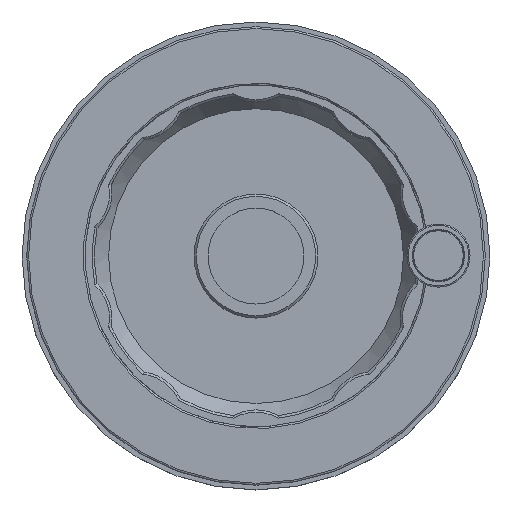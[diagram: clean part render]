
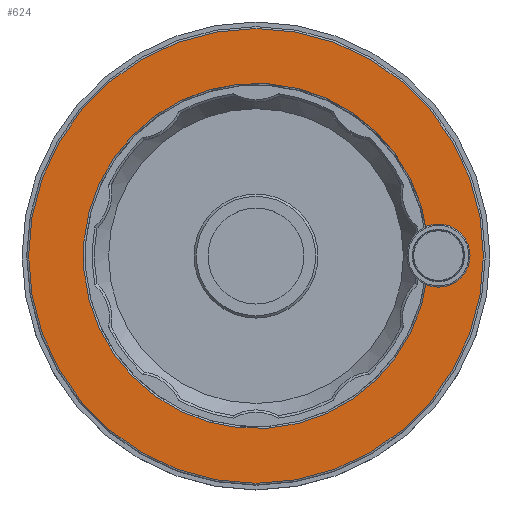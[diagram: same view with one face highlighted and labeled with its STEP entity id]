
A CAD part, top view. The second image highlights one B-rep face of the part: STEP entity #624.
In plain terms, the highlighted planar face has unit normal (0, 0, 1).
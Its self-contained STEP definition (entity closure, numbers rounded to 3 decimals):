
#624 = ADVANCED_FACE( '', ( #1549, #1550 ), #1551, .F. );
#1549 = FACE_BOUND( '', #3891, .T. );
#1550 = FACE_OUTER_BOUND( '', #3892, .T. );
#1551 = PLANE( '', #3893 );
#3891 = EDGE_LOOP( '', ( #8788, #8789 ) );
#3892 = EDGE_LOOP( '', ( #8790 ) );
#3893 = AXIS2_PLACEMENT_3D( '', #8791, #8792, #8793 );
#8788 = ORIENTED_EDGE( '', *, *, #11502, .T. );
#8789 = ORIENTED_EDGE( '', *, *, #11561, .T. );
#8790 = ORIENTED_EDGE( '', *, *, #11283, .T. );
#8791 = CARTESIAN_POINT( '', ( 0., 100., 52.405 ) );
#8792 = DIRECTION( '', ( 0., 0., -1. ) );
#8793 = DIRECTION( '', ( -1., 0., 0. ) );
#11283 = EDGE_CURVE( '', #12753, #12753, #12754, .F. );
#11502 = EDGE_CURVE( '', #13102, #13100, #13103, .F. );
#11561 = EDGE_CURVE( '', #13100, #13102, #13191, .T. );
#12753 = VERTEX_POINT( '', #15547 );
#12754 = CIRCLE( '', #15548, 97.2 );
#13100 = VERTEX_POINT( '', #17799 );
#13102 = VERTEX_POINT( '', #17801 );
#13103 = CIRCLE( '', #17802, 9.548 );
#13191 = CIRCLE( '', #18302, 73.8 );
#15547 = CARTESIAN_POINT( '', ( -97.2, 0., 52.405 ) );
#15548 = AXIS2_PLACEMENT_3D( '', #24175, #24176, #24177 );
#17799 = CARTESIAN_POINT( '', ( 73.329, -8.328, 52.405 ) );
#17801 = CARTESIAN_POINT( '', ( 73.329, 8.328, 52.405 ) );
#17802 = AXIS2_PLACEMENT_3D( '', #24466, #24467, #24468 );
#18302 = AXIS2_PLACEMENT_3D( '', #24530, #24531, #24532 );
#24175 = CARTESIAN_POINT( '', ( 0., 0., 52.405 ) );
#24176 = DIRECTION( '', ( 0., 0., -1. ) );
#24177 = DIRECTION( '', ( -1., 0., 0. ) );
#24466 = CARTESIAN_POINT( '', ( 78., 0., 52.405 ) );
#24467 = DIRECTION( '', ( 0., 0., 1. ) );
#24468 = DIRECTION( '', ( 1., 0., 0. ) );
#24530 = CARTESIAN_POINT( '', ( 0., 0., 52.405 ) );
#24531 = DIRECTION( '', ( 0., 0., -1. ) );
#24532 = DIRECTION( '', ( -1., 0., 0. ) );
